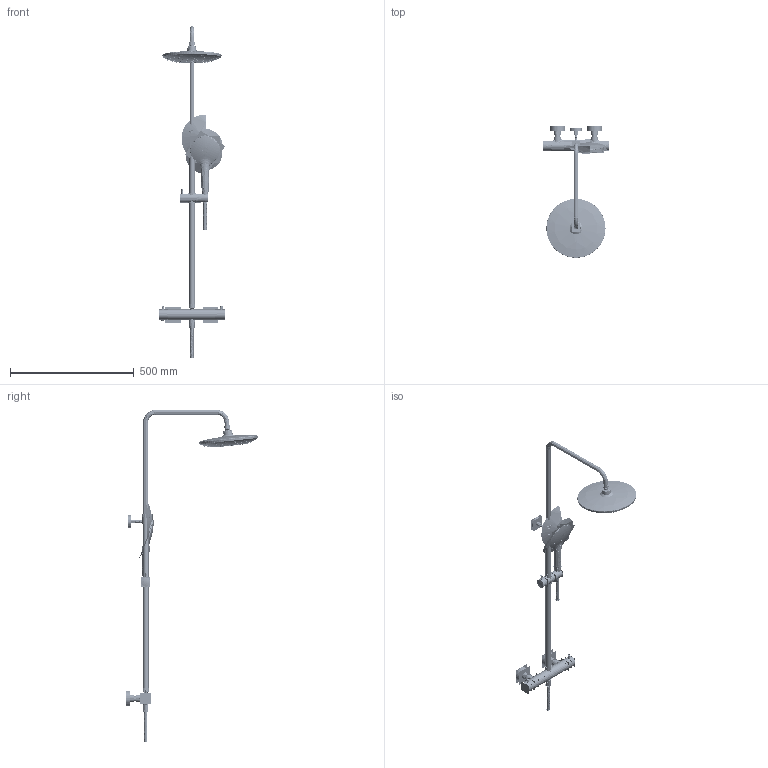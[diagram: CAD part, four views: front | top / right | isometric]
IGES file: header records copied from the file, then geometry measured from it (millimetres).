
Start section:  PTC IGES file: a47205_asm.igs
Global section: file name: a47205_asm.igs; native system: Creo Parametric by PTC Inc.; preprocessor: 2018300; author: kazem.moradi; organization: Unknown; date: 20210211.153813; units: millimetre
Bounding box: 268.88 x 534.69 x 1343.9 mm (x, y, z)
Surface area: 1202695.7 mm2 (no closed solid volume)
Topology: 0 solids, 0 shells, 11197 faces, 158861 edges, 208523 vertices
Faces by surface type: bspline 6724, revolution 4387, extrusion 86
